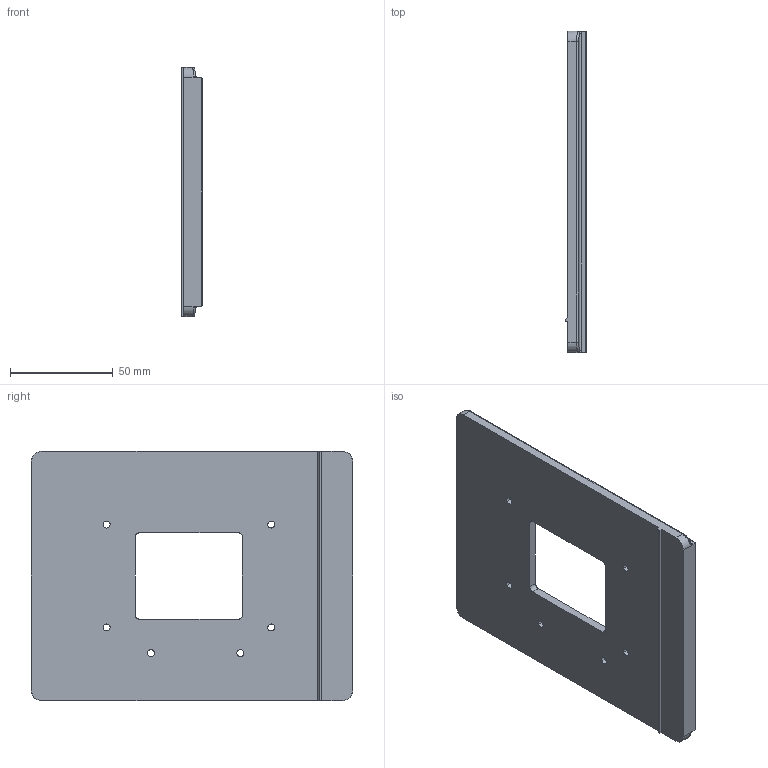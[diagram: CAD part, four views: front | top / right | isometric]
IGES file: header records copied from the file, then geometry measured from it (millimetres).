
Start section: START RECORD GO HERE.
Global section: file name: hasselblad.igs; native system: IBM CATIA IGES - CATIA Version 5 Release 19 ; preprocessor: CATIA Version 5 Release 19 ; author: infos; organization: DESKTOP-PGNG305; date: 20220603.093711; units: millimetre
Bounding box: 10 x 156 x 121 mm (x, y, z)
Surface area: 40688.4 mm2 (no closed solid volume)
Topology: 0 solids, 0 shells, 112 faces, 656 edges, 656 vertices
Faces by surface type: revolution 52, plane 52, bspline 8
